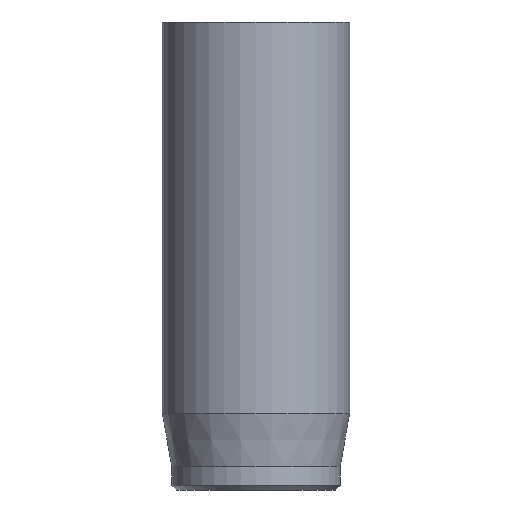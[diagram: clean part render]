
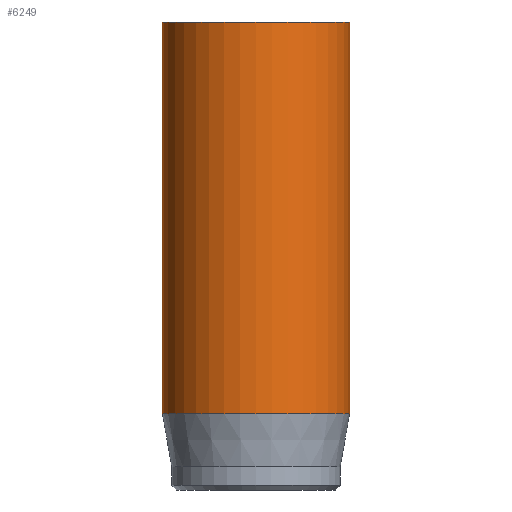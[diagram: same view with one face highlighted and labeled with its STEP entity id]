
A CAD part, front view. The second image highlights one B-rep face of the part: STEP entity #6249.
In plain terms, the highlighted cylindrical face has radius 4 mm (diameter 8 mm), a full revolution.
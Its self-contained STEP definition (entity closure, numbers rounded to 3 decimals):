
#32=CYLINDRICAL_SURFACE('',#6484,4.);
#48=CIRCLE('',#6451,4.);
#64=CIRCLE('',#6482,4.);
#65=CIRCLE('',#6483,4.);
#512=FACE_OUTER_BOUND('',#877,.T.);
#877=EDGE_LOOP('',(#5442,#5443,#5444,#5445,#5446));
#1342=LINE('',#11366,#1823);
#1823=VECTOR('',#7187,4.);
#2825=VERTEX_POINT('',#11305);
#2841=VERTEX_POINT('',#11360);
#2842=VERTEX_POINT('',#11361);
#3701=EDGE_CURVE('',#2825,#2825,#48,.T.);
#3725=EDGE_CURVE('',#2841,#2842,#64,.T.);
#3726=EDGE_CURVE('',#2842,#2841,#65,.T.);
#3728=EDGE_CURVE('',#2825,#2841,#1342,.T.);
#5442=ORIENTED_EDGE('',*,*,#3701,.T.);
#5443=ORIENTED_EDGE('',*,*,#3728,.T.);
#5444=ORIENTED_EDGE('',*,*,#3725,.T.);
#5445=ORIENTED_EDGE('',*,*,#3726,.T.);
#5446=ORIENTED_EDGE('',*,*,#3728,.F.);
#6249=ADVANCED_FACE('',(#512),#32,.T.);
#6451=AXIS2_PLACEMENT_3D('',#11306,#7110,#7111);
#6482=AXIS2_PLACEMENT_3D('',#11362,#7180,#7181);
#6483=AXIS2_PLACEMENT_3D('',#11363,#7182,#7183);
#6484=AXIS2_PLACEMENT_3D('',#11365,#7185,#7186);
#7110=DIRECTION('center_axis',(0.,0.,-1.));
#7111=DIRECTION('ref_axis',(-1.,0.,0.));
#7180=DIRECTION('center_axis',(0.,0.,1.));
#7181=DIRECTION('ref_axis',(-1.,0.,0.));
#7182=DIRECTION('center_axis',(0.,0.,1.));
#7183=DIRECTION('ref_axis',(-1.,0.,0.));
#7185=DIRECTION('center_axis',(0.,0.,1.));
#7186=DIRECTION('ref_axis',(-1.,0.,0.));
#7187=DIRECTION('',(0.,0.,-1.));
#11305=CARTESIAN_POINT('',(4.,0.,20.));
#11306=CARTESIAN_POINT('Origin',(0.,0.,20.));
#11360=CARTESIAN_POINT('',(4.,0.,3.269));
#11361=CARTESIAN_POINT('',(-4.,0.,3.269));
#11362=CARTESIAN_POINT('Origin',(0.,0.,3.269));
#11363=CARTESIAN_POINT('Origin',(0.,0.,3.269));
#11365=CARTESIAN_POINT('Origin',(0.,0.,0.));
#11366=CARTESIAN_POINT('',(4.,0.,0.));
